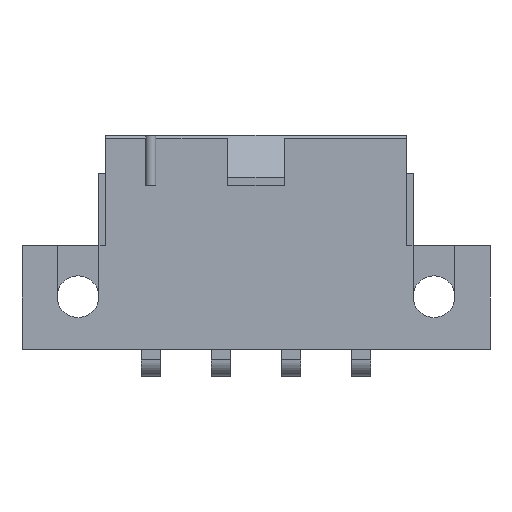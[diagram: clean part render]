
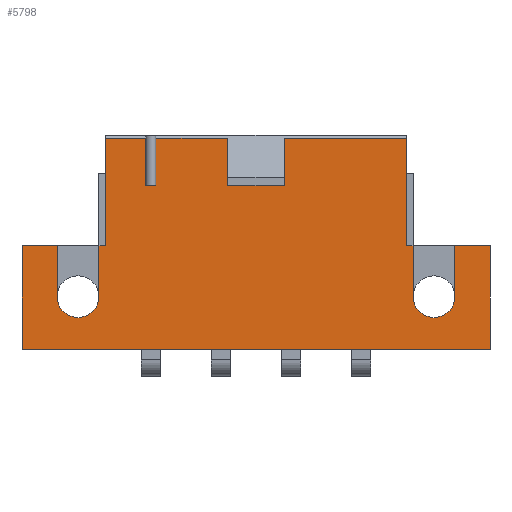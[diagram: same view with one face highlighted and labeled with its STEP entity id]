
A CAD part, top view. The second image highlights one B-rep face of the part: STEP entity #5798.
In plain terms, the highlighted face is planar.
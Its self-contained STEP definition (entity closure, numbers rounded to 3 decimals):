
#42=CIRCLE('',#5998,1.25);
#48=CIRCLE('',#6015,1.25);
#658=ORIENTED_EDGE('',*,*,#1343,.F.);
#659=ORIENTED_EDGE('',*,*,#1338,.T.);
#660=ORIENTED_EDGE('',*,*,#1342,.T.);
#661=ORIENTED_EDGE('',*,*,#1552,.F.);
#662=ORIENTED_EDGE('',*,*,#1615,.T.);
#663=ORIENTED_EDGE('',*,*,#1478,.F.);
#664=ORIENTED_EDGE('',*,*,#1464,.F.);
#665=ORIENTED_EDGE('',*,*,#1468,.F.);
#666=ORIENTED_EDGE('',*,*,#1460,.F.);
#667=ORIENTED_EDGE('',*,*,#1476,.F.);
#668=ORIENTED_EDGE('',*,*,#1471,.T.);
#669=ORIENTED_EDGE('',*,*,#1616,.T.);
#670=ORIENTED_EDGE('',*,*,#1511,.T.);
#671=ORIENTED_EDGE('',*,*,#1519,.T.);
#672=ORIENTED_EDGE('',*,*,#1501,.F.);
#673=ORIENTED_EDGE('',*,*,#1505,.F.);
#674=ORIENTED_EDGE('',*,*,#1507,.F.);
#675=ORIENTED_EDGE('',*,*,#1517,.T.);
#676=ORIENTED_EDGE('',*,*,#1614,.F.);
#677=ORIENTED_EDGE('',*,*,#1557,.F.);
#678=ORIENTED_EDGE('',*,*,#1561,.F.);
#679=ORIENTED_EDGE('',*,*,#1563,.F.);
#680=ORIENTED_EDGE('',*,*,#1565,.F.);
#681=ORIENTED_EDGE('',*,*,#1553,.F.);
#1338=EDGE_CURVE('',#1893,#1892,#2295,.T.);
#1342=EDGE_CURVE('',#1892,#1895,#2299,.T.);
#1343=EDGE_CURVE('',#1893,#1894,#2300,.T.);
#1460=EDGE_CURVE('',#1972,#1973,#2412,.T.);
#1464=EDGE_CURVE('',#1975,#1976,#2416,.T.);
#1468=EDGE_CURVE('',#1973,#1975,#42,.T.);
#1471=EDGE_CURVE('',#1981,#1980,#2422,.T.);
#1476=EDGE_CURVE('',#1981,#1972,#2427,.T.);
#1478=EDGE_CURVE('',#1976,#1984,#2429,.T.);
#1501=EDGE_CURVE('',#1998,#1999,#2447,.T.);
#1505=EDGE_CURVE('',#2001,#1998,#48,.T.);
#1507=EDGE_CURVE('',#2002,#2001,#2452,.T.);
#1511=EDGE_CURVE('',#2006,#2004,#2456,.T.);
#1517=EDGE_CURVE('',#2002,#2011,#2462,.T.);
#1519=EDGE_CURVE('',#2004,#1999,#2464,.T.);
#1552=EDGE_CURVE('',#2031,#1895,#2497,.T.);
#1553=EDGE_CURVE('',#1894,#2032,#2498,.T.);
#1557=EDGE_CURVE('',#2035,#2028,#2502,.T.);
#1561=EDGE_CURVE('',#2038,#2035,#2506,.T.);
#1563=EDGE_CURVE('',#2039,#2038,#2508,.T.);
#1565=EDGE_CURVE('',#2032,#2039,#2510,.T.);
#1614=EDGE_CURVE('',#2028,#2011,#2559,.T.);
#1615=EDGE_CURVE('',#2031,#1984,#2560,.T.);
#1616=EDGE_CURVE('',#1980,#2006,#2561,.T.);
#1892=VERTEX_POINT('',#7454);
#1893=VERTEX_POINT('',#7455);
#1894=VERTEX_POINT('',#7459);
#1895=VERTEX_POINT('',#7461);
#1972=VERTEX_POINT('',#7703);
#1973=VERTEX_POINT('',#7704);
#1975=VERTEX_POINT('',#7711);
#1976=VERTEX_POINT('',#7712);
#1980=VERTEX_POINT('',#7724);
#1981=VERTEX_POINT('',#7726);
#1984=VERTEX_POINT('',#7737);
#1998=VERTEX_POINT('',#7782);
#1999=VERTEX_POINT('',#7783);
#2001=VERTEX_POINT('',#7790);
#2002=VERTEX_POINT('',#7794);
#2004=VERTEX_POINT('',#7800);
#2006=VERTEX_POINT('',#7803);
#2011=VERTEX_POINT('',#7814);
#2028=VERTEX_POINT('',#7874);
#2031=VERTEX_POINT('',#7879);
#2032=VERTEX_POINT('',#7882);
#2035=VERTEX_POINT('',#7888);
#2038=VERTEX_POINT('',#7898);
#2039=VERTEX_POINT('',#7902);
#2295=LINE('',#7456,#2860);
#2299=LINE('',#7464,#2864);
#2300=LINE('',#7465,#2865);
#2412=LINE('',#7702,#2977);
#2416=LINE('',#7710,#2981);
#2422=LINE('',#7725,#2987);
#2427=LINE('',#7734,#2992);
#2429=LINE('',#7736,#2994);
#2447=LINE('',#7781,#3012);
#2452=LINE('',#7793,#3017);
#2456=LINE('',#7802,#3021);
#2462=LINE('',#7815,#3027);
#2464=LINE('',#7817,#3029);
#2497=LINE('',#7880,#3062);
#2498=LINE('',#7881,#3063);
#2502=LINE('',#7889,#3067);
#2506=LINE('',#7897,#3071);
#2508=LINE('',#7901,#3073);
#2510=LINE('',#7905,#3075);
#2559=LINE('',#8000,#3124);
#2560=LINE('',#8002,#3125);
#2561=LINE('',#8003,#3126);
#2860=VECTOR('',#6348,1000.);
#2864=VECTOR('',#6356,1000.);
#2865=VECTOR('',#6357,1000.);
#2977=VECTOR('',#6567,1000.);
#2981=VECTOR('',#6573,1000.);
#2987=VECTOR('',#6585,1000.);
#2992=VECTOR('',#6592,1000.);
#2994=VECTOR('',#6594,1000.);
#3012=VECTOR('',#6638,1000.);
#3017=VECTOR('',#6649,1000.);
#3021=VECTOR('',#6655,1000.);
#3027=VECTOR('',#6663,1000.);
#3029=VECTOR('',#6665,1000.);
#3062=VECTOR('',#6718,1000.);
#3063=VECTOR('',#6719,1000.);
#3067=VECTOR('',#6723,1000.);
#3071=VECTOR('',#6731,1000.);
#3073=VECTOR('',#6735,1000.);
#3075=VECTOR('',#6739,1000.);
#3124=VECTOR('',#6822,1000.);
#3125=VECTOR('',#6825,1000.);
#3126=VECTOR('',#6826,1000.);
#3453=EDGE_LOOP('',(#658,#659,#660,#661,#662,#663,#664,#665,#666,#667,#668,
#669,#670,#671,#672,#673,#674,#675,#676,#677,#678,#679,#680,#681));
#3706=FACE_BOUND('',#3453,.T.);
#3952=PLANE('',#6050);
#5798=ADVANCED_FACE('',(#3706),#3952,.T.);
#5998=AXIS2_PLACEMENT_3D('',#7718,#6579,#6580);
#6015=AXIS2_PLACEMENT_3D('',#7789,#6644,#6645);
#6050=AXIS2_PLACEMENT_3D('',#8001,#6823,#6824);
#6348=DIRECTION('',(1.,0.,0.));
#6356=DIRECTION('',(0.,0.,1.));
#6357=DIRECTION('',(0.,0.,1.));
#6567=DIRECTION('',(0.,0.,-1.));
#6573=DIRECTION('',(0.,0.,1.));
#6579=DIRECTION('',(0.,1.,0.));
#6580=DIRECTION('',(1.,0.,0.));
#6585=DIRECTION('',(0.,0.,-1.));
#6592=DIRECTION('',(-1.,0.,0.));
#6594=DIRECTION('',(-1.,0.,0.));
#6638=DIRECTION('',(0.,0.,1.));
#6644=DIRECTION('',(0.,1.,0.));
#6645=DIRECTION('',(1.,0.,0.));
#6649=DIRECTION('',(0.,0.,-1.));
#6655=DIRECTION('',(0.,0.,1.));
#6663=DIRECTION('',(1.,0.,0.));
#6665=DIRECTION('',(1.,0.,0.));
#6718=DIRECTION('',(-1.,0.,0.));
#6719=DIRECTION('',(-1.,0.,0.));
#6723=DIRECTION('',(-1.,0.,0.));
#6731=DIRECTION('',(0.,0.,1.));
#6735=DIRECTION('',(-1.,0.,0.));
#6739=DIRECTION('',(0.,0.,-1.));
#6822=DIRECTION('',(0.,0.,-1.));
#6823=DIRECTION('',(0.,1.,0.));
#6824=DIRECTION('',(0.,0.,1.));
#6825=DIRECTION('',(0.,0.,-1.));
#6826=DIRECTION('',(-1.,0.,0.));
#7454=CARTESIAN_POINT('',(6.598,2.7,3.4));
#7455=CARTESIAN_POINT('',(6.002,2.7,3.4));
#7456=CARTESIAN_POINT('',(6.002,2.7,3.4));
#7459=CARTESIAN_POINT('',(6.002,2.7,6.233));
#7461=CARTESIAN_POINT('',(6.598,2.7,6.233));
#7464=CARTESIAN_POINT('',(6.598,2.7,3.4));
#7465=CARTESIAN_POINT('',(6.002,2.7,3.4));
#7702=CARTESIAN_POINT('',(11.9,2.7,-0.2));
#7703=CARTESIAN_POINT('',(11.9,2.7,-0.2));
#7704=CARTESIAN_POINT('',(11.9,2.7,-3.25));
#7710=CARTESIAN_POINT('',(9.4,2.7,-3.25));
#7711=CARTESIAN_POINT('',(9.4,2.7,-3.25));
#7712=CARTESIAN_POINT('',(9.4,2.7,-0.2));
#7718=CARTESIAN_POINT('',(10.65,2.7,-3.25));
#7724=CARTESIAN_POINT('',(14.,2.7,-6.4));
#7725=CARTESIAN_POINT('',(14.,2.7,-0.2));
#7726=CARTESIAN_POINT('',(14.,2.7,-0.2));
#7734=CARTESIAN_POINT('',(9.4,2.7,-0.2));
#7736=CARTESIAN_POINT('',(9.4,2.7,-0.2));
#7737=CARTESIAN_POINT('',(9.,2.7,-0.2));
#7781=CARTESIAN_POINT('',(-11.9,2.7,-0.2));
#7782=CARTESIAN_POINT('',(-11.9,2.7,-3.25));
#7783=CARTESIAN_POINT('',(-11.9,2.7,-0.2));
#7789=CARTESIAN_POINT('',(-10.65,2.7,-3.25));
#7790=CARTESIAN_POINT('',(-9.4,2.7,-3.25));
#7793=CARTESIAN_POINT('',(-9.4,2.7,-0.2));
#7794=CARTESIAN_POINT('',(-9.4,2.7,-0.2));
#7800=CARTESIAN_POINT('',(-14.,2.7,-0.2));
#7802=CARTESIAN_POINT('',(-14.,2.7,-6.4));
#7803=CARTESIAN_POINT('',(-14.,2.7,-6.4));
#7814=CARTESIAN_POINT('',(-9.,2.7,-0.2));
#7815=CARTESIAN_POINT('',(-9.4,2.7,-0.2));
#7817=CARTESIAN_POINT('',(-9.4,2.7,-0.2));
#7874=CARTESIAN_POINT('',(-9.,2.7,6.233));
#7879=CARTESIAN_POINT('',(9.,2.7,6.233));
#7880=CARTESIAN_POINT('',(9.,2.7,6.233));
#7881=CARTESIAN_POINT('',(9.,2.7,6.233));
#7882=CARTESIAN_POINT('',(1.7,2.7,6.233));
#7888=CARTESIAN_POINT('',(-1.7,2.7,6.233));
#7889=CARTESIAN_POINT('',(9.,2.7,6.233));
#7897=CARTESIAN_POINT('',(-1.7,2.7,3.4));
#7898=CARTESIAN_POINT('',(-1.7,2.7,3.4));
#7901=CARTESIAN_POINT('',(1.7,2.7,3.4));
#7902=CARTESIAN_POINT('',(1.7,2.7,3.4));
#7905=CARTESIAN_POINT('',(1.7,2.7,6.4));
#8000=CARTESIAN_POINT('',(-9.,2.7,6.4));
#8001=CARTESIAN_POINT('',(9.,2.7,6.4));
#8002=CARTESIAN_POINT('',(9.,2.7,6.4));
#8003=CARTESIAN_POINT('',(9.,2.7,-6.4));
